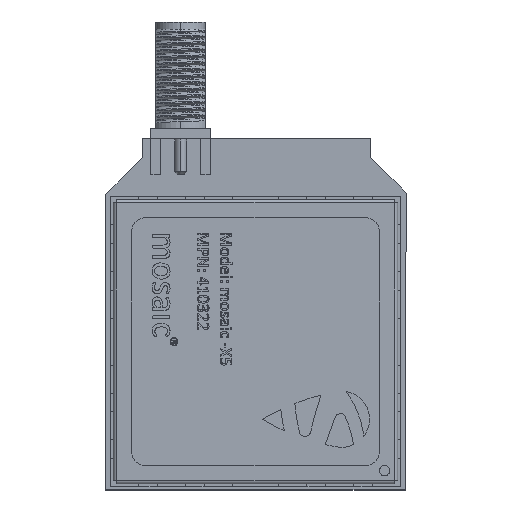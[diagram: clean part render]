
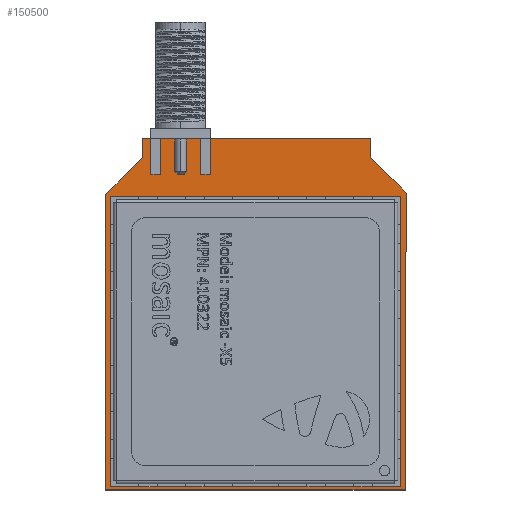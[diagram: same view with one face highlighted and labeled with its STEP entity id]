
A CAD part, top view. The second image highlights one B-rep face of the part: STEP entity #150500.
In plain terms, the highlighted planar face has unit normal (0, 0, 1).
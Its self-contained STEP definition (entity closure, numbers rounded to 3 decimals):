
#5145 = LINE ( 'NONE', #54334, #74428 ) ;
#5225 = VECTOR ( 'NONE', #144749, 1000. ) ;
#10084 = EDGE_CURVE ( 'NONE', #34942, #106500, #91514, .T. ) ;
#10790 = LINE ( 'NONE', #57636, #113208 ) ;
#13756 = CARTESIAN_POINT ( 'NONE',  ( 24.384, -23.622, 1. ) ) ;
#24030 = ORIENTED_EDGE ( 'NONE', *, *, #93017, .T. ) ;
#29206 = VECTOR ( 'NONE', #156052, 1000. ) ;
#34942 = VERTEX_POINT ( 'NONE', #47216 ) ;
#40753 = CARTESIAN_POINT ( 'NONE',  ( -3.937, -29.591, 1. ) ) ;
#44198 = CARTESIAN_POINT ( 'NONE',  ( 28.067, -61.214, 1. ) ) ;
#47216 = CARTESIAN_POINT ( 'NONE',  ( 28.067, -61.214, 1. ) ) ;
#47468 = CARTESIAN_POINT ( 'NONE',  ( 24.384, -23.622, 1. ) ) ;
#49737 = CARTESIAN_POINT ( 'NONE',  ( 0., -23.622, 1. ) ) ;
#53573 = DIRECTION ( 'NONE',  ( -0.707, 0.707, 0. ) ) ;
#54094 = DIRECTION ( 'NONE',  ( 0., -1., 0. ) ) ;
#54334 = CARTESIAN_POINT ( 'NONE',  ( 24.384, -25.654, 1. ) ) ;
#57636 = CARTESIAN_POINT ( 'NONE',  ( -3.937, -61.214, 1. ) ) ;
#62828 = VERTEX_POINT ( 'NONE', #136482 ) ;
#63351 = VERTEX_POINT ( 'NONE', #102679 ) ;
#63708 = VERTEX_POINT ( 'NONE', #47468 ) ;
#64256 = AXIS2_PLACEMENT_3D ( 'NONE', #114614, #104290, #139232 ) ;
#74428 = VECTOR ( 'NONE', #53573, 1000. ) ;
#74458 = ORIENTED_EDGE ( 'NONE', *, *, #96334, .T. ) ;
#82240 = VECTOR ( 'NONE', #136796, 1000. ) ;
#84708 = LINE ( 'NONE', #49737, #29206 ) ;
#86023 = LINE ( 'NONE', #13756, #5225 ) ;
#89654 = EDGE_CURVE ( 'NONE', #62828, #146836, #116686, .T. ) ;
#90083 = PLANE ( 'NONE',  #64256 ) ;
#91514 = LINE ( 'NONE', #151748, #137952 ) ;
#91693 = CARTESIAN_POINT ( 'NONE',  ( -3.937, -29.591, 1. ) ) ;
#91768 = VECTOR ( 'NONE', #54094, 1000. ) ;
#91881 = EDGE_CURVE ( 'NONE', #106500, #95198, #5145, .T. ) ;
#93017 = EDGE_CURVE ( 'NONE', #63351, #34942, #117162, .T. ) ;
#95198 = VERTEX_POINT ( 'NONE', #143983 ) ;
#95432 = EDGE_CURVE ( 'NONE', #146836, #101094, #152521, .T. ) ;
#96334 = EDGE_CURVE ( 'NONE', #63708, #62828, #84708, .T. ) ;
#97153 = ORIENTED_EDGE ( 'NONE', *, *, #95432, .T. ) ;
#101094 = VERTEX_POINT ( 'NONE', #91693 ) ;
#101298 = EDGE_CURVE ( 'NONE', #101094, #63351, #10790, .T. ) ;
#102679 = CARTESIAN_POINT ( 'NONE',  ( -3.937, -61.214, 1. ) ) ;
#103272 = CARTESIAN_POINT ( 'NONE',  ( 0., -25.654, 1. ) ) ;
#104104 = ORIENTED_EDGE ( 'NONE', *, *, #101298, .T. ) ;
#104290 = DIRECTION ( 'NONE',  ( 0., 0., -1. ) ) ;
#105574 = EDGE_LOOP ( 'NONE', ( #126757, #109649, #106966, #74458, #124590, #97153, #104104, #24030 ) ) ;
#106500 = VERTEX_POINT ( 'NONE', #133932 ) ;
#106966 = ORIENTED_EDGE ( 'NONE', *, *, #146685, .T. ) ;
#109649 = ORIENTED_EDGE ( 'NONE', *, *, #91881, .T. ) ;
#112221 = VECTOR ( 'NONE', #143373, 1000. ) ;
#113208 = VECTOR ( 'NONE', #140195, 1000. ) ;
#114614 = CARTESIAN_POINT ( 'NONE',  ( 0., 0., 1. ) ) ;
#116686 = LINE ( 'NONE', #103272, #91768 ) ;
#117162 = LINE ( 'NONE', #44198, #112221 ) ;
#124590 = ORIENTED_EDGE ( 'NONE', *, *, #89654, .T. ) ;
#125762 = FACE_OUTER_BOUND ( 'NONE', #105574, .T. ) ;
#126757 = ORIENTED_EDGE ( 'NONE', *, *, #10084, .T. ) ;
#133932 = CARTESIAN_POINT ( 'NONE',  ( 28.194, -29.464, 1. ) ) ;
#136482 = CARTESIAN_POINT ( 'NONE',  ( 0., -23.622, 1. ) ) ;
#136796 = DIRECTION ( 'NONE',  ( -0.707, -0.707, 0. ) ) ;
#137952 = VECTOR ( 'NONE', #154102, 1000. ) ;
#139232 = DIRECTION ( 'NONE',  ( -1., 0., 0. ) ) ;
#139865 = CARTESIAN_POINT ( 'NONE',  ( 0., -25.654, 1. ) ) ;
#140195 = DIRECTION ( 'NONE',  ( 0., -1., 0. ) ) ;
#143373 = DIRECTION ( 'NONE',  ( 1., 0., 0. ) ) ;
#143983 = CARTESIAN_POINT ( 'NONE',  ( 24.384, -25.654, 1. ) ) ;
#144749 = DIRECTION ( 'NONE',  ( 0., 1., 0. ) ) ;
#146685 = EDGE_CURVE ( 'NONE', #95198, #63708, #86023, .T. ) ;
#146836 = VERTEX_POINT ( 'NONE', #139865 ) ;
#150500 = ADVANCED_FACE ( 'NONE', ( #125762 ), #90083, .F. ) ;
#151748 = CARTESIAN_POINT ( 'NONE',  ( 28.194, -29.464, 1. ) ) ;
#152521 = LINE ( 'NONE', #40753, #82240 ) ;
#154102 = DIRECTION ( 'NONE',  ( 0.004, 1., 0. ) ) ;
#156052 = DIRECTION ( 'NONE',  ( -1., 0., 0. ) ) ;
